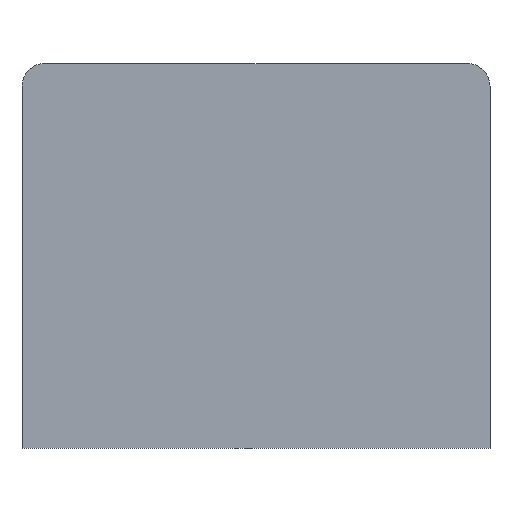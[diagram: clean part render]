
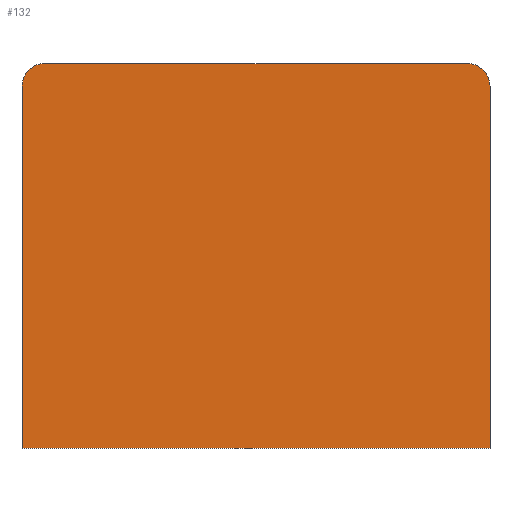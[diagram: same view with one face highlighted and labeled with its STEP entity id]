
A CAD part, front view. The second image highlights one B-rep face of the part: STEP entity #132.
In plain terms, the highlighted planar face has unit normal (0, -1, 0).
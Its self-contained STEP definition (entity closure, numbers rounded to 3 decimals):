
#1 = DIRECTION ( 'NONE',  ( 0., -1., 0. ) ) ;
#16 = ORIENTED_EDGE ( 'NONE', *, *, #128, .F. ) ;
#21 = AXIS2_PLACEMENT_3D ( 'NONE', #305, #22, #71 ) ;
#22 = DIRECTION ( 'NONE',  ( 0., -1., 0. ) ) ;
#25 = EDGE_CURVE ( 'NONE', #69, #130, #57, .T. ) ;
#32 = CARTESIAN_POINT ( 'NONE',  ( 310., 0., -255. ) ) ;
#39 = EDGE_CURVE ( 'NONE', #130, #297, #52, .T. ) ;
#46 = VERTEX_POINT ( 'NONE', #245 ) ;
#48 = CARTESIAN_POINT ( 'NONE',  ( -310., 0., -255. ) ) ;
#52 = LINE ( 'NONE', #78, #118 ) ;
#57 = LINE ( 'NONE', #98, #76 ) ;
#64 = CARTESIAN_POINT ( 'NONE',  ( -310., 0., 255. ) ) ;
#69 = VERTEX_POINT ( 'NONE', #32 ) ;
#71 = DIRECTION ( 'NONE',  ( 0., 0., -1. ) ) ;
#72 = EDGE_CURVE ( 'NONE', #46, #69, #129, .T. ) ;
#76 = VECTOR ( 'NONE', #174, 1000. ) ;
#78 = CARTESIAN_POINT ( 'NONE',  ( -310., 0., 255. ) ) ;
#82 = VERTEX_POINT ( 'NONE', #166 ) ;
#87 = ORIENTED_EDGE ( 'NONE', *, *, #227, .T. ) ;
#90 = EDGE_LOOP ( 'NONE', ( #273, #87, #16, #158, #185, #246 ) ) ;
#98 = CARTESIAN_POINT ( 'NONE',  ( -310., 0., -255. ) ) ;
#99 = DIRECTION ( 'NONE',  ( 0., 0., -1. ) ) ;
#118 = VECTOR ( 'NONE', #151, 1000. ) ;
#119 = DIRECTION ( 'NONE',  ( 0., 0., -1. ) ) ;
#125 = VECTOR ( 'NONE', #269, 1000. ) ;
#128 = EDGE_CURVE ( 'NONE', #232, #82, #181, .T. ) ;
#129 = LINE ( 'NONE', #222, #211 ) ;
#130 = VERTEX_POINT ( 'NONE', #48 ) ;
#132 = ADVANCED_FACE ( 'NONE', ( #194 ), #213, .T. ) ;
#145 = DIRECTION ( 'NONE',  ( 0., -1., 0. ) ) ;
#151 = DIRECTION ( 'NONE',  ( 0., 0., 1. ) ) ;
#158 = ORIENTED_EDGE ( 'NONE', *, *, #159, .T. ) ;
#159 = EDGE_CURVE ( 'NONE', #232, #297, #191, .T. ) ;
#165 = AXIS2_PLACEMENT_3D ( 'NONE', #221, #1, #99 ) ;
#166 = CARTESIAN_POINT ( 'NONE',  ( 280., 0., 255. ) ) ;
#174 = DIRECTION ( 'NONE',  ( -1., 0., 0. ) ) ;
#181 = LINE ( 'NONE', #64, #125 ) ;
#185 = ORIENTED_EDGE ( 'NONE', *, *, #39, .F. ) ;
#191 = CIRCLE ( 'NONE', #21, 30. ) ;
#194 = FACE_OUTER_BOUND ( 'NONE', #90, .T. ) ;
#199 = CARTESIAN_POINT ( 'NONE',  ( -310., 0., 225. ) ) ;
#202 = AXIS2_PLACEMENT_3D ( 'NONE', #259, #145, #119 ) ;
#211 = VECTOR ( 'NONE', #290, 1000. ) ;
#213 = PLANE ( 'NONE',  #202 ) ;
#215 = CARTESIAN_POINT ( 'NONE',  ( -280., 0., 255. ) ) ;
#221 = CARTESIAN_POINT ( 'NONE',  ( 280., 0., 225. ) ) ;
#222 = CARTESIAN_POINT ( 'NONE',  ( 310., 0., 255. ) ) ;
#227 = EDGE_CURVE ( 'NONE', #46, #82, #302, .T. ) ;
#232 = VERTEX_POINT ( 'NONE', #215 ) ;
#245 = CARTESIAN_POINT ( 'NONE',  ( 310., 0., 225. ) ) ;
#246 = ORIENTED_EDGE ( 'NONE', *, *, #25, .F. ) ;
#259 = CARTESIAN_POINT ( 'NONE',  ( 0., 0., 0. ) ) ;
#269 = DIRECTION ( 'NONE',  ( 1., 0., 0. ) ) ;
#273 = ORIENTED_EDGE ( 'NONE', *, *, #72, .F. ) ;
#290 = DIRECTION ( 'NONE',  ( 0., 0., -1. ) ) ;
#297 = VERTEX_POINT ( 'NONE', #199 ) ;
#302 = CIRCLE ( 'NONE', #165, 30. ) ;
#305 = CARTESIAN_POINT ( 'NONE',  ( -280., 0., 225. ) ) ;
